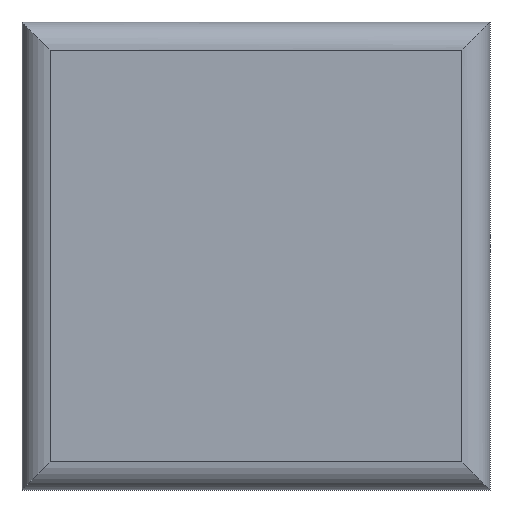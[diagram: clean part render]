
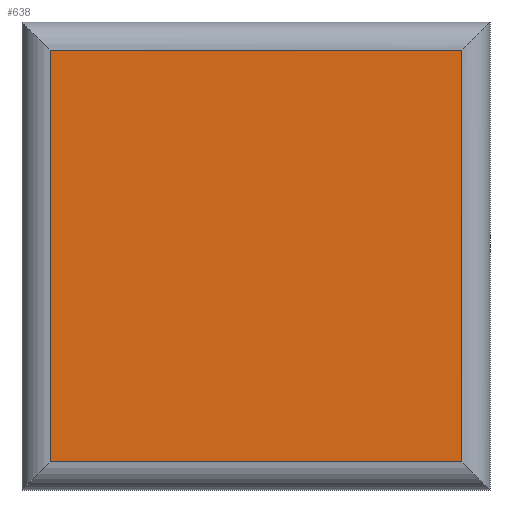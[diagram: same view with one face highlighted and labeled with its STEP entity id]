
A CAD part, front view. The second image highlights one B-rep face of the part: STEP entity #638.
In plain terms, the highlighted planar face has unit normal (0, -1, 0).
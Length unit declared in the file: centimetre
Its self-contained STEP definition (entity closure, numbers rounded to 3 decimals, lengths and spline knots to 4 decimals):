
#28=PLANE('',#680);
#60=FACE_OUTER_BOUND('',#96,.T.);
#96=EDGE_LOOP('',(#458,#459,#460,#461));
#139=LINE('',#914,#215);
#140=LINE('',#918,#216);
#143=LINE('',#926,#219);
#145=LINE('',#930,#221);
#215=VECTOR('',#731,4.4);
#216=VECTOR('',#736,4.4);
#219=VECTOR('',#743,4.4);
#221=VECTOR('',#749,4.4);
#292=VERTEX_POINT('',#911);
#293=VERTEX_POINT('',#913);
#294=VERTEX_POINT('',#917);
#297=VERTEX_POINT('',#925);
#352=EDGE_CURVE('',#292,#293,#139,.T.);
#354=EDGE_CURVE('',#294,#292,#140,.T.);
#358=EDGE_CURVE('',#293,#297,#143,.T.);
#361=EDGE_CURVE('',#297,#294,#145,.T.);
#458=ORIENTED_EDGE('',*,*,#352,.F.);
#459=ORIENTED_EDGE('',*,*,#354,.F.);
#460=ORIENTED_EDGE('',*,*,#361,.F.);
#461=ORIENTED_EDGE('',*,*,#358,.F.);
#638=ADVANCED_FACE('',(#60),#28,.F.);
#680=AXIS2_PLACEMENT_3D('',#931,#750,#751);
#731=DIRECTION('',(0.,0.,-1.));
#736=DIRECTION('',(1.,0.,0.));
#743=DIRECTION('',(-1.,0.,0.));
#749=DIRECTION('',(0.,0.,1.));
#750=DIRECTION('center_axis',(0.,1.,0.));
#751=DIRECTION('ref_axis',(1.,0.,0.));
#911=CARTESIAN_POINT('',(2.2,0.,2.2));
#913=CARTESIAN_POINT('',(2.2,0.,-2.2));
#914=CARTESIAN_POINT('',(2.2,0.,1.25));
#917=CARTESIAN_POINT('',(-2.2,0.,2.2));
#918=CARTESIAN_POINT('',(-1.25,0.,2.2));
#925=CARTESIAN_POINT('',(-2.2,0.,-2.2));
#926=CARTESIAN_POINT('',(1.25,0.,-2.2));
#930=CARTESIAN_POINT('',(-2.2,0.,-1.25));
#931=CARTESIAN_POINT('Origin',(0.,0.,0.));
